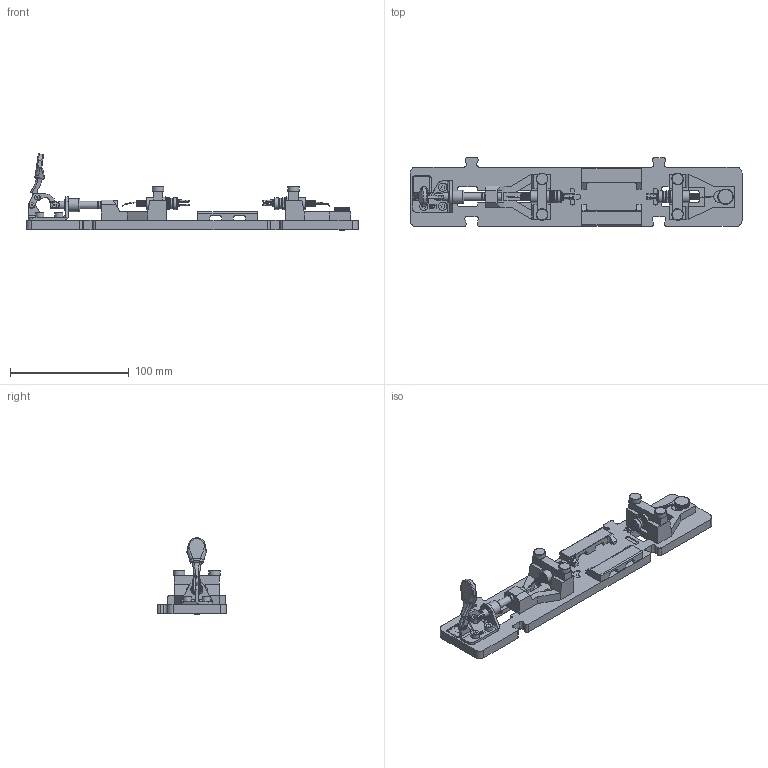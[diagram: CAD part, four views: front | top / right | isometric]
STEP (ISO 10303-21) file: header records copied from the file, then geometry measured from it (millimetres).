
FILE_DESCRIPTION (( 'STEP AP214' ), '1' );
FILE_NAME ('MOD-1093370-FXB-CY-01-10.STEP', '2023-12-08T15:52:32', ( '' ), ( '' ), 'SwSTEP 2.0', 'SolidWorks 2020', '' );
FILE_SCHEMA (( 'AUTOMOTIVE_DESIGN' ));
Length unit declared in the file: millimetre
Products named in the file (1): MOD-1093370-FXB-CY-01-10
Bounding box: 280 x 58 x 64.37 mm (x, y, z)
Volume: 150057.7 mm3; surface area: 72007.6 mm2
Topology: 46 solids, 49 shells, 2921 faces, 7011 edges, 4273 vertices
Faces by surface type: plane 1230, cylinder 886, cone 687, bspline 99, torus 18, sphere 1
Full cylindrical faces by diameter (mm): 0.2 x5, 0.25 x2, 0.5 x8, 0.567 x2, 0.62 x4, 0.64 x2, 0.66 x2, 0.68 x2, 0.7 x2, 0.77 x2, 0.8 x2, 0.83 x1, 0.9 x4, 1 x6, 1.1 x1, 1.14 x2, 1.25 x4, 1.6 x18, 1.65 x6, 1.7 x6, 1.829 x3, 2 x11, 2.3 x6, 2.388 x3, 2.438 x6, 2.45 x4, 2.459 x4, 2.464 x3, 2.5 x12, 2.8 x1
Entity records: 150565 total; most frequent: CARTESIAN_POINT 55250, ORIENTED_EDGE 13038, DIRECTION 12484, EDGE_CURVE 6519, AXIS2_PLACEMENT_3D 4983, VERTEX_POINT 4146, EDGE_LOOP 3521, FACE_OUTER_BOUND 3161
